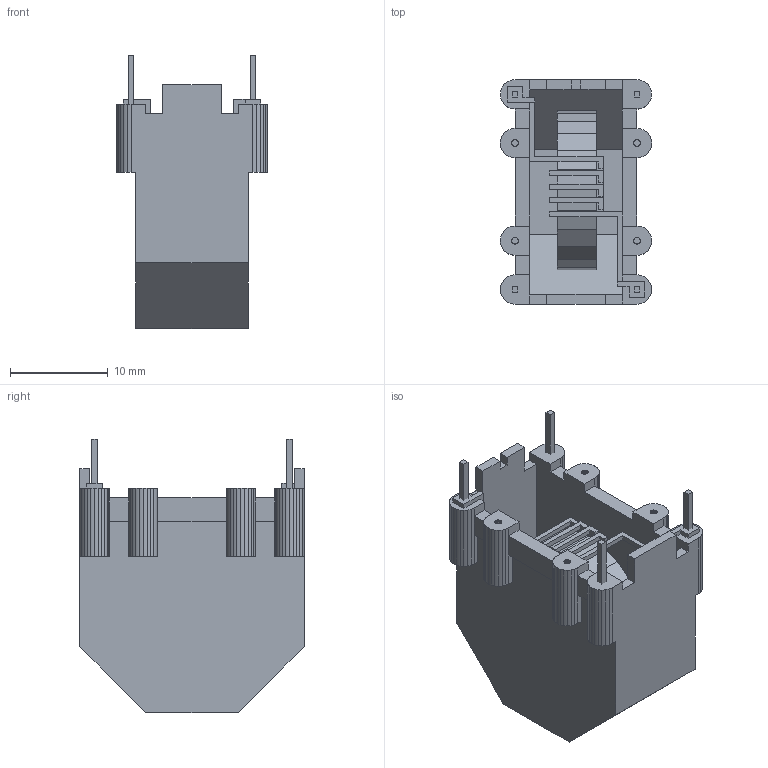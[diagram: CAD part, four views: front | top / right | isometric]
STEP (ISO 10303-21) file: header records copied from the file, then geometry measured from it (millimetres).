
FILE_DESCRIPTION(('FreeCAD Model'),'2;1');
FILE_NAME('X22Ver.stp', '2014-07-08T13:10:34',('FreeCAD'),('FreeCAD'), 'Open CASCADE STEP processor 6.3','FreeCAD','Unknown');
FILE_SCHEMA(('AUTOMOTIVE_DESIGN_CC2 { 1 2 10303 214 -1 1 5 4 }'));
Length unit declared in the file: millimetre
Products named in the file (6): X22Ver002; X22Ver003; X22Ver; X22Ver004; X22Ver001; X22Ver005
Bounding box: 15.5 x 23 x 28 mm (x, y, z)
Volume: 2261.3 mm3; surface area: 4311.1 mm2
Topology: 6 solids, 6 shells, 830 faces, 2394 edges, 1589 vertices
Faces by surface type: plane 579, cylinder 251
Entity records: 60711 total; most frequent: CARTESIAN_POINT 14726, DIRECTION 8085, LINE 5133, VECTOR 5133, ORIENTED_EDGE 4788, PCURVE 4788, DEFINITIONAL_REPRESENTATION 4788, EDGE_CURVE 2394
